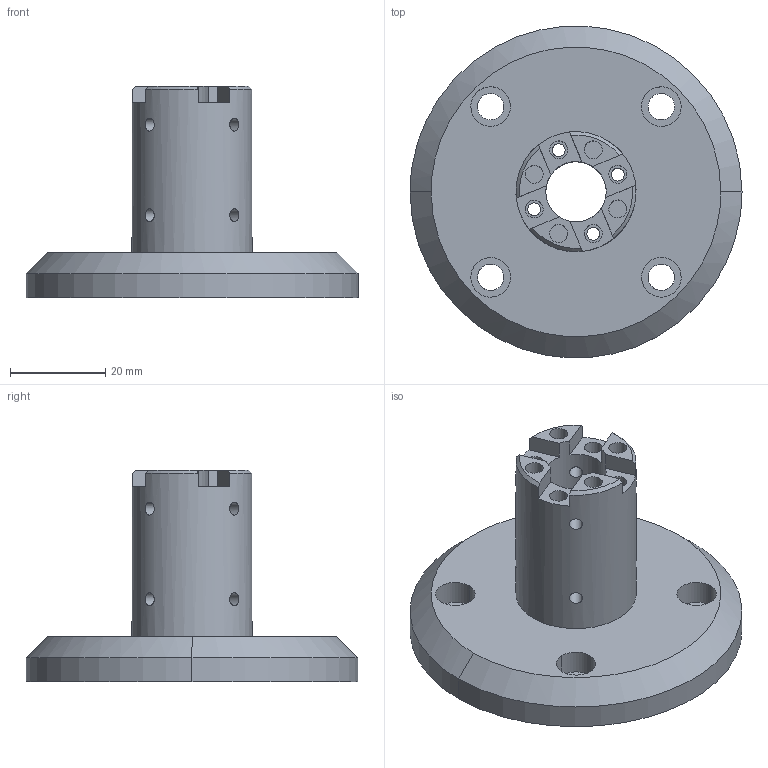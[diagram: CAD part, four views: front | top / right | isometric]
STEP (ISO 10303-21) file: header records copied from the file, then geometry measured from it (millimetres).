
FILE_DESCRIPTION(/* description */ ('Alibre Inc.'),/* implementation_level */ '2;1');
FILE_NAME(/* name */ 'export0',/* time_stamp */ '2015-05-18T12:43:06-07:00',/* author */ (''),/* organization */ (''),/* preprocessor_version */ 'ST-DEVELOPER v14',/* originating_system */ 'Alibre',/* authorisation */ '');
FILE_SCHEMA (('CONFIG_CONTROL_DESIGN'));
Length unit declared in the file: inch
Products named in the file (3): ID_1; ID_2
Bounding box: 69.85 x 69.75 x 44.58 mm (x, y, z)
Volume: 40652.8 mm3; surface area: 18423.5 mm2
Topology: 2 solids, 2 shells, 75 faces, 206 edges, 138 vertices
Faces by surface type: cylinder 46, plane 23, cone 6
Full cylindrical faces by diameter (mm): 2.692 x8, 3.785 x8, 12.7 x1, 25.273 x1
Entity records: 3128 total; most frequent: CARTESIAN_POINT 1282, ORIENTED_EDGE 372, DIRECTION 198, EDGE_CURVE 186, EDGE_LOOP 148, FACE_BOUND 148, VERTEX_POINT 136, AXIS2_PLACEMENT_3D 92
